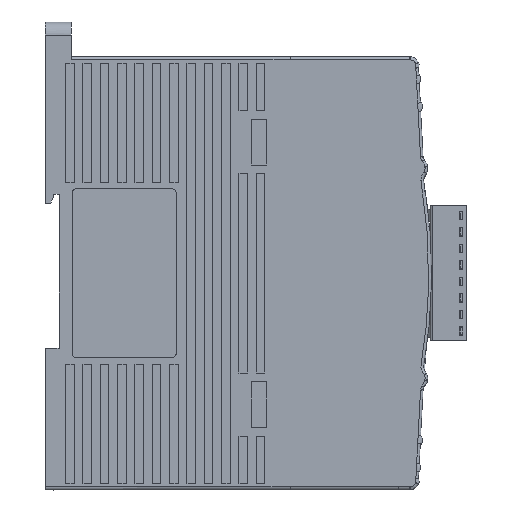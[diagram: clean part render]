
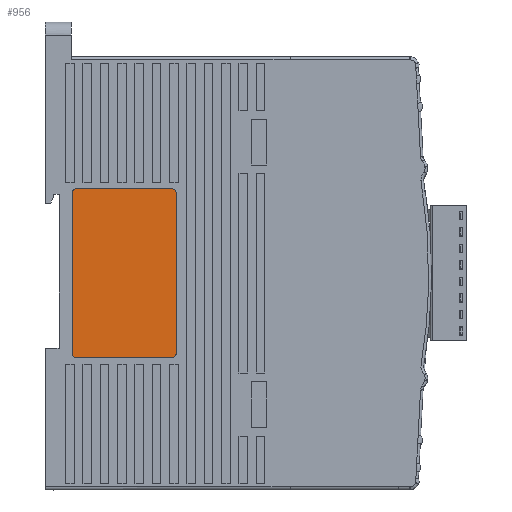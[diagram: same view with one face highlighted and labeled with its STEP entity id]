
A CAD part, left-side view. The second image highlights one B-rep face of the part: STEP entity #956.
In plain terms, the highlighted planar face has unit normal (-1, 0, 0).
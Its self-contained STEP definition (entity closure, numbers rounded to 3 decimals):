
#332=(
BOUNDED_CURVE()
B_SPLINE_CURVE(2,(#47008,#47009,#47010,#47011,#47012),.UNSPECIFIED.,.F.,
 .F.)
B_SPLINE_CURVE_WITH_KNOTS((3,2,3),(0.,0.829,1.657),
 .UNSPECIFIED.)
CURVE()
GEOMETRIC_REPRESENTATION_ITEM()
RATIONAL_B_SPLINE_CURVE((1.,0.924,1.,0.924,1.))
REPRESENTATION_ITEM('')
);
#333=(
BOUNDED_CURVE()
B_SPLINE_CURVE(2,(#47015,#47016,#47017,#47018,#47019),.UNSPECIFIED.,.F.,
 .F.)
B_SPLINE_CURVE_WITH_KNOTS((3,2,3),(0.,0.828,1.657),
 .UNSPECIFIED.)
CURVE()
GEOMETRIC_REPRESENTATION_ITEM()
RATIONAL_B_SPLINE_CURVE((1.,0.924,1.,0.924,1.))
REPRESENTATION_ITEM('')
);
#334=(
BOUNDED_CURVE()
B_SPLINE_CURVE(2,(#47022,#47023,#47024,#47025,#47026),.UNSPECIFIED.,.F.,
 .F.)
B_SPLINE_CURVE_WITH_KNOTS((3,2,3),(0.,0.829,1.657),
 .UNSPECIFIED.)
CURVE()
GEOMETRIC_REPRESENTATION_ITEM()
RATIONAL_B_SPLINE_CURVE((1.,0.924,1.,0.924,1.))
REPRESENTATION_ITEM('')
);
#335=(
BOUNDED_CURVE()
B_SPLINE_CURVE(2,(#47029,#47030,#47031,#47032,#47033),.UNSPECIFIED.,.F.,
 .F.)
B_SPLINE_CURVE_WITH_KNOTS((3,2,3),(0.,0.828,1.657),
 .UNSPECIFIED.)
CURVE()
GEOMETRIC_REPRESENTATION_ITEM()
RATIONAL_B_SPLINE_CURVE((1.,0.924,1.,0.924,1.))
REPRESENTATION_ITEM('')
);
#956=ADVANCED_FACE('',(#2473),#25022,.T.);
#2473=FACE_OUTER_BOUND('',#3999,.T.);
#3999=EDGE_LOOP('',(#5855,#5856,#5857,#5858,#5859,#5860,#5861,#5862));
#5855=ORIENTED_EDGE('',*,*,#14169,.T.);
#5856=ORIENTED_EDGE('',*,*,#14170,.T.);
#5857=ORIENTED_EDGE('',*,*,#14171,.T.);
#5858=ORIENTED_EDGE('',*,*,#14172,.T.);
#5859=ORIENTED_EDGE('',*,*,#14173,.T.);
#5860=ORIENTED_EDGE('',*,*,#14174,.T.);
#5861=ORIENTED_EDGE('',*,*,#14175,.T.);
#5862=ORIENTED_EDGE('',*,*,#14176,.T.);
#14169=EDGE_CURVE('',#22310,#22311,#332,.T.);
#14170=EDGE_CURVE('',#22311,#22312,#18414,.T.);
#14171=EDGE_CURVE('',#22312,#22313,#333,.T.);
#14172=EDGE_CURVE('',#22313,#22314,#18415,.T.);
#14173=EDGE_CURVE('',#22314,#22315,#334,.T.);
#14174=EDGE_CURVE('',#22315,#22316,#18416,.T.);
#14175=EDGE_CURVE('',#22316,#22317,#335,.T.);
#14176=EDGE_CURVE('',#22317,#22310,#18417,.T.);
#18414=B_SPLINE_CURVE_WITH_KNOTS('',1,(#47013,#47014),.UNSPECIFIED.,.F.,
 .F.,(2,2),(0.,22.),.UNSPECIFIED.);
#18415=B_SPLINE_CURVE_WITH_KNOTS('',1,(#47020,#47021),.UNSPECIFIED.,.F.,
 .F.,(2,2),(0.,37.),.UNSPECIFIED.);
#18416=B_SPLINE_CURVE_WITH_KNOTS('',1,(#47027,#47028),.UNSPECIFIED.,.F.,
 .F.,(2,2),(0.,22.),.UNSPECIFIED.);
#18417=B_SPLINE_CURVE_WITH_KNOTS('',1,(#47034,#47035),.UNSPECIFIED.,.F.,
 .F.,(2,2),(0.,37.),.UNSPECIFIED.);
#22310=VERTEX_POINT('',#44310);
#22311=VERTEX_POINT('',#44311);
#22312=VERTEX_POINT('',#44312);
#22313=VERTEX_POINT('',#44313);
#22314=VERTEX_POINT('',#44314);
#22315=VERTEX_POINT('',#44315);
#22316=VERTEX_POINT('',#44316);
#22317=VERTEX_POINT('',#44317);
#25022=PLANE('',#26314);
#26314=AXIS2_PLACEMENT_3D('',#30280,#27664,$);
#27664=DIRECTION('',(-1.,0.,0.));
#30280=CARTESIAN_POINT('',(-65.7,47.201,-23.412));
#44310=CARTESIAN_POINT('',(-65.7,20.789,18.499));
#44311=CARTESIAN_POINT('',(-65.7,21.789,19.5));
#44312=CARTESIAN_POINT('',(-65.7,43.789,19.5));
#44313=CARTESIAN_POINT('',(-65.7,44.789,18.5));
#44314=CARTESIAN_POINT('',(-65.7,44.789,-18.5));
#44315=CARTESIAN_POINT('',(-65.7,43.789,-19.5));
#44316=CARTESIAN_POINT('',(-65.7,21.789,-19.5));
#44317=CARTESIAN_POINT('',(-65.7,20.789,-18.5));
#47008=CARTESIAN_POINT('',(-65.7,20.789,18.499));
#47009=CARTESIAN_POINT('',(-65.7,20.789,18.914));
#47010=CARTESIAN_POINT('',(-65.7,21.082,19.207));
#47011=CARTESIAN_POINT('',(-65.7,21.374,19.5));
#47012=CARTESIAN_POINT('',(-65.7,21.789,19.5));
#47013=CARTESIAN_POINT('',(-65.7,21.789,19.5));
#47014=CARTESIAN_POINT('',(-65.7,43.789,19.5));
#47015=CARTESIAN_POINT('',(-65.7,43.789,19.5));
#47016=CARTESIAN_POINT('',(-65.7,44.203,19.5));
#47017=CARTESIAN_POINT('',(-65.7,44.496,19.207));
#47018=CARTESIAN_POINT('',(-65.7,44.789,18.914));
#47019=CARTESIAN_POINT('',(-65.7,44.789,18.5));
#47020=CARTESIAN_POINT('',(-65.7,44.789,18.5));
#47021=CARTESIAN_POINT('',(-65.7,44.789,-18.5));
#47022=CARTESIAN_POINT('',(-65.7,44.789,-18.5));
#47023=CARTESIAN_POINT('',(-65.7,44.789,-18.914));
#47024=CARTESIAN_POINT('',(-65.7,44.496,-19.207));
#47025=CARTESIAN_POINT('',(-65.7,44.203,-19.5));
#47026=CARTESIAN_POINT('',(-65.7,43.789,-19.5));
#47027=CARTESIAN_POINT('',(-65.7,43.789,-19.5));
#47028=CARTESIAN_POINT('',(-65.7,21.789,-19.5));
#47029=CARTESIAN_POINT('',(-65.7,21.789,-19.5));
#47030=CARTESIAN_POINT('',(-65.7,21.374,-19.5));
#47031=CARTESIAN_POINT('',(-65.7,21.082,-19.207));
#47032=CARTESIAN_POINT('',(-65.7,20.789,-18.915));
#47033=CARTESIAN_POINT('',(-65.7,20.789,-18.5));
#47034=CARTESIAN_POINT('',(-65.7,20.789,-18.5));
#47035=CARTESIAN_POINT('',(-65.7,20.789,18.499));
